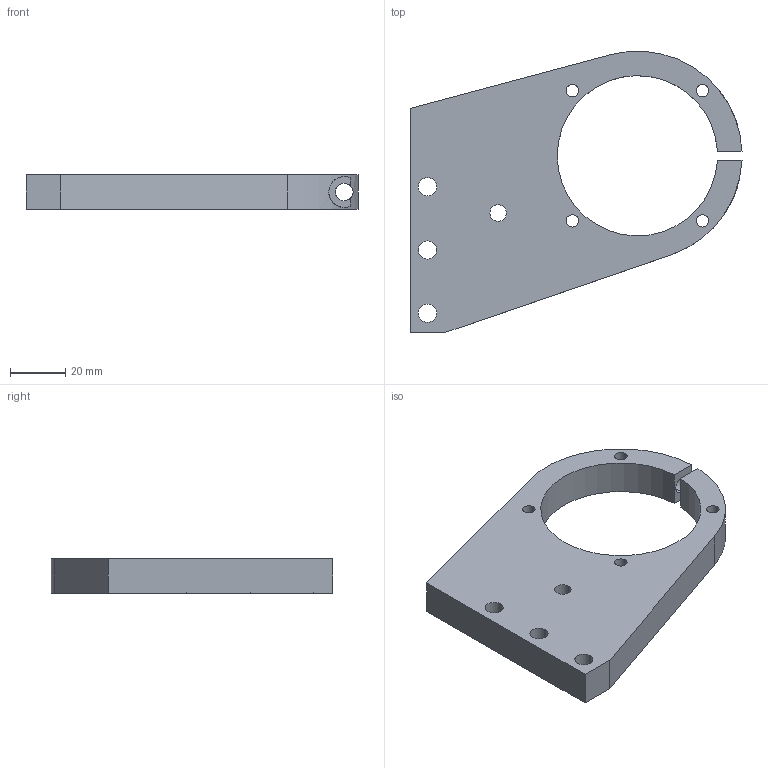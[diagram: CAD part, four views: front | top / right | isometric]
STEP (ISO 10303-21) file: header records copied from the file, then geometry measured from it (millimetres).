
FILE_DESCRIPTION (( 'STEP AP214' ), '1' );
FILE_NAME ('J2 Motor Support.STEP', '2023-01-31T02:28:51', ( '' ), ( '' ), 'SwSTEP 2.0', 'SolidWorks 2021', '' );
FILE_SCHEMA (( 'AUTOMOTIVE_DESIGN' ));
Length unit declared in the file: millimetre
Products named in the file (1): J2 Motor Support
Bounding box: 120.54 x 102.12 x 12.7 mm (x, y, z)
Volume: 76806 mm3; surface area: 21779.1 mm2
Topology: 1 solids, 1 shells, 42 faces, 114 edges, 74 vertices
Faces by surface type: cylinder 27, plane 9, cone 6
Entity records: 1560 total; most frequent: CARTESIAN_POINT 383, DIRECTION 250, ORIENTED_EDGE 228, EDGE_CURVE 114, AXIS2_PLACEMENT_3D 99, VERTEX_POINT 74, EDGE_LOOP 62, CIRCLE 56
